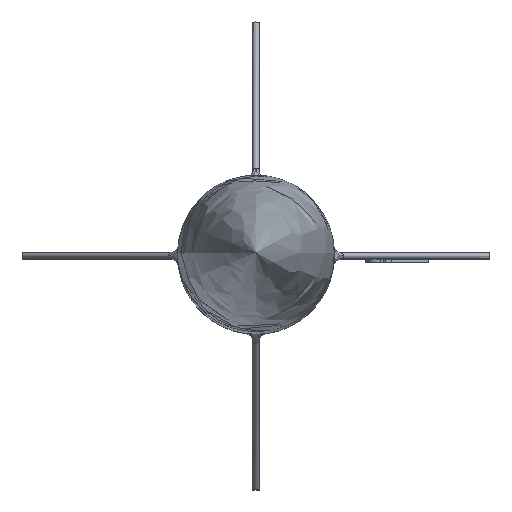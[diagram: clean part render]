
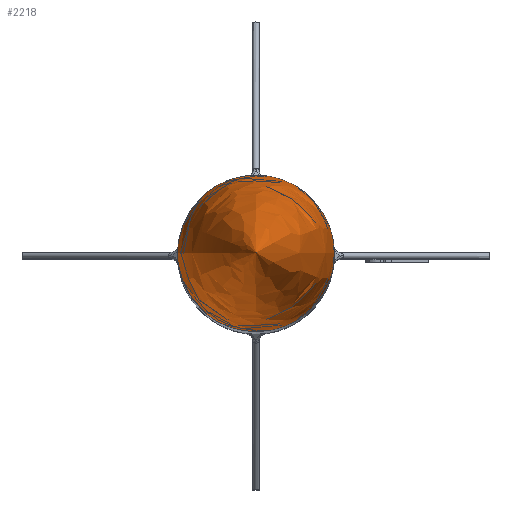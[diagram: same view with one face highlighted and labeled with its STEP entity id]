
A CAD part, top view. The second image highlights one B-rep face of the part: STEP entity #2218.
In plain terms, the highlighted free-form (B-spline) face has degree [2, 2] with [3, 9] control points.
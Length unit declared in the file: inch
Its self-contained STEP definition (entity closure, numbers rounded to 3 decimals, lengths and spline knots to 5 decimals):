
#26=(
BOUNDED_SURFACE()
B_SPLINE_SURFACE(2,2,((#4447,#4448,#4449,#4450,#4451,#4452,#4453,#4454,
#4455),(#4456,#4457,#4458,#4459,#4460,#4461,#4462,#4463,#4464),(#4465,#4466,
#4467,#4468,#4469,#4470,#4471,#4472,#4473)),.UNSPECIFIED.,.F.,.T.,.F.)
B_SPLINE_SURFACE_WITH_KNOTS((3,3),(3,2,2,2,3),(-0.32932,0.),(-3.14159,
-1.5708,0.,1.5708,3.14159),.UNSPECIFIED.)
GEOMETRIC_REPRESENTATION_ITEM()
RATIONAL_B_SPLINE_SURFACE(((1.,0.707,1.,0.707,1.,
0.707,1.,0.707,1.),(0.986,0.698,
0.986,0.698,0.986,0.698,
0.986,0.698,0.986),(1.,0.707,
1.,0.707,1.,0.707,1.,0.707,1.)))
REPRESENTATION_ITEM('')
SURFACE()
);
#131=CIRCLE('',#2418,0.4985);
#132=CIRCLE('',#2419,9.27633);
#409=FACE_OUTER_BOUND('',#544,.T.);
#544=EDGE_LOOP('',(#2022,#2023,#2024));
#1066=VERTEX_POINT('',#4474);
#1067=VERTEX_POINT('',#4476);
#1387=EDGE_CURVE('',#1066,#1066,#131,.T.);
#1388=EDGE_CURVE('',#1066,#1067,#132,.T.);
#2022=ORIENTED_EDGE('',*,*,#1387,.F.);
#2023=ORIENTED_EDGE('',*,*,#1388,.T.);
#2024=ORIENTED_EDGE('',*,*,#1388,.F.);
#2218=ADVANCED_FACE('',(#409),#26,.F.);
#2418=AXIS2_PLACEMENT_3D('',#4475,#2899,#2900);
#2419=AXIS2_PLACEMENT_3D('',#4477,#2901,#2902);
#2899=DIRECTION('center_axis',(0.,0.,-1.));
#2900=DIRECTION('ref_axis',(1.,0.,0.));
#2901=DIRECTION('center_axis',(0.,-1.,0.));
#2902=DIRECTION('ref_axis',(1.,0.,0.));
#4447=CARTESIAN_POINT('Ctrl Pts',(0.,0.,6.05));
#4448=CARTESIAN_POINT('Ctrl Pts',(0.,0.,6.05));
#4449=CARTESIAN_POINT('Ctrl Pts',(0.,0.,6.05));
#4450=CARTESIAN_POINT('Ctrl Pts',(0.,0.,6.05));
#4451=CARTESIAN_POINT('Ctrl Pts',(0.,0.,6.05));
#4452=CARTESIAN_POINT('Ctrl Pts',(0.,0.,6.05));
#4453=CARTESIAN_POINT('Ctrl Pts',(0.,0.,6.05));
#4454=CARTESIAN_POINT('Ctrl Pts',(0.,0.,6.05));
#4455=CARTESIAN_POINT('Ctrl Pts',(0.,0.,6.05));
#4456=CARTESIAN_POINT('Ctrl Pts',(0.4985,0.,4.59142));
#4457=CARTESIAN_POINT('Ctrl Pts',(0.4985,-0.4985,
4.59142));
#4458=CARTESIAN_POINT('Ctrl Pts',(0.,-0.4985,4.59142));
#4459=CARTESIAN_POINT('Ctrl Pts',(-0.4985,-0.4985,
4.59142));
#4460=CARTESIAN_POINT('Ctrl Pts',(-0.4985,0.,4.59142));
#4461=CARTESIAN_POINT('Ctrl Pts',(-0.4985,0.4985,
4.59142));
#4462=CARTESIAN_POINT('Ctrl Pts',(0.,0.4985,4.59142));
#4463=CARTESIAN_POINT('Ctrl Pts',(0.4985,0.4985,4.59142));
#4464=CARTESIAN_POINT('Ctrl Pts',(0.4985,0.,4.59142));
#4465=CARTESIAN_POINT('Ctrl Pts',(0.4985,0.,3.05));
#4466=CARTESIAN_POINT('Ctrl Pts',(0.4985,-0.4985,
3.05));
#4467=CARTESIAN_POINT('Ctrl Pts',(0.,-0.4985,3.05));
#4468=CARTESIAN_POINT('Ctrl Pts',(-0.4985,-0.4985,
3.05));
#4469=CARTESIAN_POINT('Ctrl Pts',(-0.4985,0.,3.05));
#4470=CARTESIAN_POINT('Ctrl Pts',(-0.4985,0.4985,
3.05));
#4471=CARTESIAN_POINT('Ctrl Pts',(0.,0.4985,3.05));
#4472=CARTESIAN_POINT('Ctrl Pts',(0.4985,0.4985,3.05));
#4473=CARTESIAN_POINT('Ctrl Pts',(0.4985,0.,3.05));
#4474=CARTESIAN_POINT('',(0.4985,0.,3.05));
#4475=CARTESIAN_POINT('Origin',(0.,0.,3.05));
#4476=CARTESIAN_POINT('',(0.,0.,6.05));
#4477=CARTESIAN_POINT('Origin',(-8.77783,0.,
3.05));
